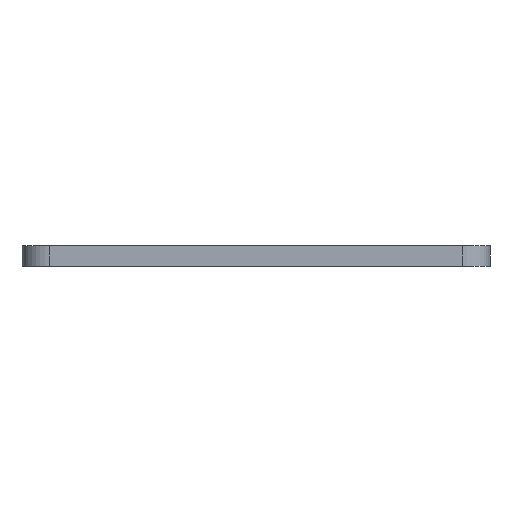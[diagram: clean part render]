
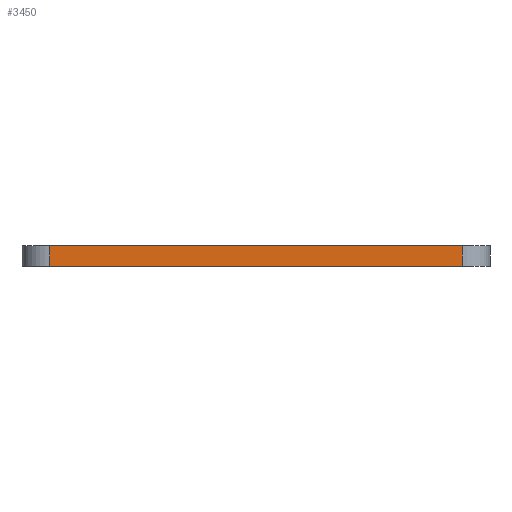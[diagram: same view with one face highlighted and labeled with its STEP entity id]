
A CAD part, left-side view. The second image highlights one B-rep face of the part: STEP entity #3450.
In plain terms, the highlighted planar face has unit normal (-1, 0, 0).
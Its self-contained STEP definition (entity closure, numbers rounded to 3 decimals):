
#127=PLANE('',#3648);
#509=FACE_OUTER_BOUND('',#713,.T.);
#713=EDGE_LOOP('',(#3237,#3238,#3239,#3240));
#787=LINE('',#5157,#1082);
#918=LINE('',#6009,#1213);
#975=LINE('',#6134,#1270);
#977=LINE('',#6138,#1272);
#1082=VECTOR('',#3835,10.);
#1213=VECTOR('',#4100,10.);
#1270=VECTOR('',#4207,10.);
#1272=VECTOR('',#4213,10.);
#1494=VERTEX_POINT('',#5154);
#1495=VERTEX_POINT('',#5156);
#1668=VERTEX_POINT('',#6006);
#1669=VERTEX_POINT('',#6008);
#1892=EDGE_CURVE('',#1494,#1495,#787,.T.);
#2124=EDGE_CURVE('',#1668,#1669,#918,.T.);
#2188=EDGE_CURVE('',#1495,#1668,#975,.T.);
#2190=EDGE_CURVE('',#1669,#1494,#977,.T.);
#3237=ORIENTED_EDGE('',*,*,#2188,.F.);
#3238=ORIENTED_EDGE('',*,*,#1892,.F.);
#3239=ORIENTED_EDGE('',*,*,#2190,.F.);
#3240=ORIENTED_EDGE('',*,*,#2124,.F.);
#3450=ADVANCED_FACE('',(#509),#127,.T.);
#3648=AXIS2_PLACEMENT_3D('',#6204,#4312,#4313);
#3835=DIRECTION('',(0.,-1.,0.));
#4100=DIRECTION('',(0.,1.,0.));
#4207=DIRECTION('',(0.,0.,-1.));
#4213=DIRECTION('',(0.,0.,1.));
#4312=DIRECTION('center_axis',(-1.,0.,0.));
#4313=DIRECTION('ref_axis',(0.,-1.,0.));
#5154=CARTESIAN_POINT('',(82.075,-41.862,6.6));
#5156=CARTESIAN_POINT('',(82.075,-101.327,6.6));
#5157=CARTESIAN_POINT('',(82.075,-105.327,6.6));
#6006=CARTESIAN_POINT('',(82.075,-101.327,3.6));
#6008=CARTESIAN_POINT('',(82.075,-41.862,3.6));
#6009=CARTESIAN_POINT('',(82.075,-105.327,3.6));
#6134=CARTESIAN_POINT('',(82.075,-101.327,3.6));
#6138=CARTESIAN_POINT('',(82.075,-41.862,3.6));
#6204=CARTESIAN_POINT('Origin',(82.075,-37.862,3.6));
